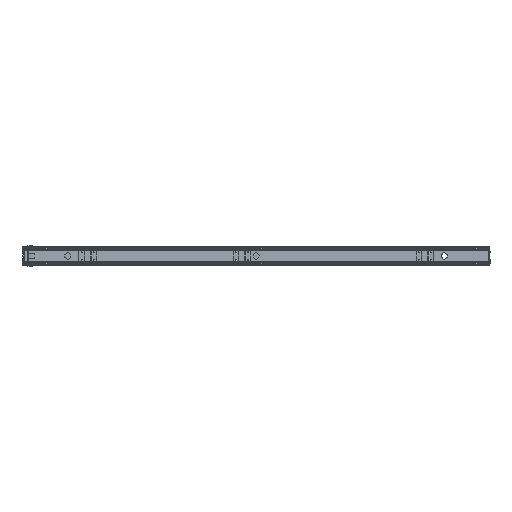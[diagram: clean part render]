
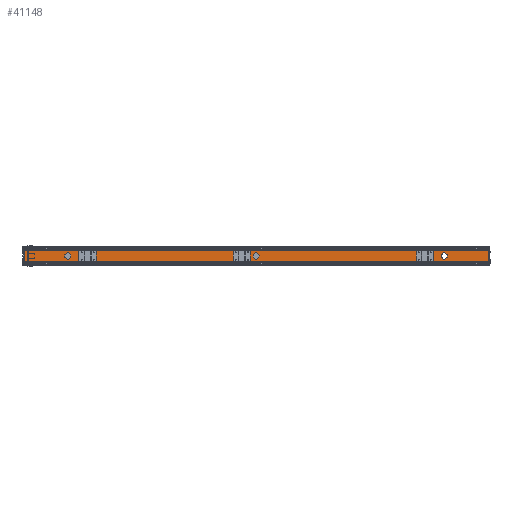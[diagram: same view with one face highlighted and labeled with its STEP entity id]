
A CAD part, left-side view. The second image highlights one B-rep face of the part: STEP entity #41148.
In plain terms, the highlighted face is planar.
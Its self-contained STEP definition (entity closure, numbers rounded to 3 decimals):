
#854=FACE_BOUND('',#5618,.T.);
#855=FACE_BOUND('',#5619,.T.);
#856=FACE_BOUND('',#5620,.T.);
#857=FACE_BOUND('',#5621,.T.);
#858=FACE_BOUND('',#5622,.T.);
#1457=PLANE('',#43992);
#3323=FACE_OUTER_BOUND('',#5617,.T.);
#5617=EDGE_LOOP('',(#31072,#31073,#31074,#31075));
#5618=EDGE_LOOP('',(#31076,#31077,#31078,#31079));
#5619=EDGE_LOOP('',(#31080,#31081,#31082,#31083));
#5620=EDGE_LOOP('',(#31084));
#5621=EDGE_LOOP('',(#31085));
#5622=EDGE_LOOP('',(#31086));
#8608=LINE('',#61260,#13563);
#8612=LINE('',#61268,#13567);
#8615=LINE('',#61274,#13570);
#8618=LINE('',#61279,#13573);
#8620=LINE('',#61285,#13575);
#8624=LINE('',#61293,#13579);
#8627=LINE('',#61299,#13582);
#8630=LINE('',#61304,#13585);
#8650=LINE('',#61365,#13605);
#8668=LINE('',#61409,#13623);
#8669=LINE('',#61411,#13624);
#8670=LINE('',#61413,#13625);
#13563=VECTOR('',#49111,10.);
#13567=VECTOR('',#49117,10.);
#13570=VECTOR('',#49122,10.);
#13573=VECTOR('',#49127,10.);
#13575=VECTOR('',#49133,10.);
#13579=VECTOR('',#49139,10.);
#13582=VECTOR('',#49144,10.);
#13585=VECTOR('',#49149,10.);
#13605=VECTOR('',#49215,10.);
#13623=VECTOR('',#49261,10.);
#13624=VECTOR('',#49264,10.);
#13625=VECTOR('',#49267,10.);
#17538=CIRCLE('',#43955,14.);
#17540=CIRCLE('',#43958,14.);
#17542=CIRCLE('',#43961,14.);
#19023=VERTEX_POINT('',#61258);
#19024=VERTEX_POINT('',#61259);
#19027=VERTEX_POINT('',#61267);
#19029=VERTEX_POINT('',#61273);
#19031=VERTEX_POINT('',#61283);
#19032=VERTEX_POINT('',#61284);
#19035=VERTEX_POINT('',#61292);
#19037=VERTEX_POINT('',#61298);
#19039=VERTEX_POINT('',#61308);
#19041=VERTEX_POINT('',#61314);
#19043=VERTEX_POINT('',#61320);
#19054=VERTEX_POINT('',#61350);
#19055=VERTEX_POINT('',#61354);
#19066=VERTEX_POINT('',#61394);
#19067=VERTEX_POINT('',#61398);
#23450=EDGE_CURVE('',#19023,#19024,#8608,.T.);
#23454=EDGE_CURVE('',#19027,#19023,#8612,.T.);
#23457=EDGE_CURVE('',#19029,#19027,#8615,.T.);
#23460=EDGE_CURVE('',#19024,#19029,#8618,.T.);
#23462=EDGE_CURVE('',#19031,#19032,#8620,.T.);
#23466=EDGE_CURVE('',#19035,#19031,#8624,.T.);
#23469=EDGE_CURVE('',#19037,#19035,#8627,.T.);
#23472=EDGE_CURVE('',#19032,#19037,#8630,.T.);
#23474=EDGE_CURVE('',#19039,#19039,#17538,.T.);
#23477=EDGE_CURVE('',#19041,#19041,#17540,.T.);
#23480=EDGE_CURVE('',#19043,#19043,#17542,.T.);
#23502=EDGE_CURVE('',#19055,#19054,#8650,.T.);
#23524=EDGE_CURVE('',#19066,#19067,#8668,.T.);
#23525=EDGE_CURVE('',#19055,#19067,#8669,.T.);
#23526=EDGE_CURVE('',#19054,#19066,#8670,.T.);
#31072=ORIENTED_EDGE('',*,*,#23502,.T.);
#31073=ORIENTED_EDGE('',*,*,#23526,.T.);
#31074=ORIENTED_EDGE('',*,*,#23524,.T.);
#31075=ORIENTED_EDGE('',*,*,#23525,.F.);
#31076=ORIENTED_EDGE('',*,*,#23450,.T.);
#31077=ORIENTED_EDGE('',*,*,#23460,.T.);
#31078=ORIENTED_EDGE('',*,*,#23457,.T.);
#31079=ORIENTED_EDGE('',*,*,#23454,.T.);
#31080=ORIENTED_EDGE('',*,*,#23462,.T.);
#31081=ORIENTED_EDGE('',*,*,#23472,.T.);
#31082=ORIENTED_EDGE('',*,*,#23469,.T.);
#31083=ORIENTED_EDGE('',*,*,#23466,.T.);
#31084=ORIENTED_EDGE('',*,*,#23474,.T.);
#31085=ORIENTED_EDGE('',*,*,#23477,.T.);
#31086=ORIENTED_EDGE('',*,*,#23480,.T.);
#41148=ADVANCED_FACE('',(#3323,#854,#855,#856,#857,#858),#1457,.T.);
#43955=AXIS2_PLACEMENT_3D('',#61309,#49155,#49156);
#43958=AXIS2_PLACEMENT_3D('',#61315,#49162,#49163);
#43961=AXIS2_PLACEMENT_3D('',#61321,#49169,#49170);
#43992=AXIS2_PLACEMENT_3D('',#61414,#49268,#49269);
#49111=DIRECTION('',(0.,0.,-1.));
#49117=DIRECTION('',(-1.,0.,0.));
#49122=DIRECTION('',(0.,0.,1.));
#49127=DIRECTION('',(1.,0.,0.));
#49133=DIRECTION('',(0.,0.,-1.));
#49139=DIRECTION('',(-1.,0.,0.));
#49144=DIRECTION('',(0.,0.,1.));
#49149=DIRECTION('',(1.,0.,0.));
#49155=DIRECTION('center_axis',(0.,-1.,0.));
#49156=DIRECTION('ref_axis',(-1.,0.,0.));
#49162=DIRECTION('center_axis',(0.,-1.,0.));
#49163=DIRECTION('ref_axis',(-1.,0.,0.));
#49169=DIRECTION('center_axis',(0.,-1.,0.));
#49170=DIRECTION('ref_axis',(-1.,0.,0.));
#49215=DIRECTION('',(-1.,0.,0.));
#49261=DIRECTION('',(1.,0.,0.));
#49264=DIRECTION('',(0.,0.,1.));
#49267=DIRECTION('',(0.,0.,1.));
#49268=DIRECTION('center_axis',(0.,1.,0.));
#49269=DIRECTION('ref_axis',(0.,0.,1.));
#61258=CARTESIAN_POINT('',(-1870.5,0.8,2.75));
#61259=CARTESIAN_POINT('',(-1870.5,0.8,-2.75));
#61260=CARTESIAN_POINT('',(-1870.5,0.8,8.375));
#61267=CARTESIAN_POINT('',(-1870.,0.8,2.75));
#61268=CARTESIAN_POINT('',(-1465.,0.8,2.75));
#61273=CARTESIAN_POINT('',(-1870.,0.8,-2.75));
#61274=CARTESIAN_POINT('',(-1870.,0.8,5.625));
#61279=CARTESIAN_POINT('',(-1465.25,0.8,-2.75));
#61283=CARTESIAN_POINT('',(-250.5,0.8,2.75));
#61284=CARTESIAN_POINT('',(-250.5,0.8,-2.75));
#61285=CARTESIAN_POINT('',(-250.5,0.8,8.375));
#61292=CARTESIAN_POINT('',(-250.,0.8,2.75));
#61293=CARTESIAN_POINT('',(-655.,0.8,2.75));
#61298=CARTESIAN_POINT('',(-250.,0.8,-2.75));
#61299=CARTESIAN_POINT('',(-250.,0.8,5.625));
#61304=CARTESIAN_POINT('',(-655.25,0.8,-2.75));
#61308=CARTESIAN_POINT('',(-1906.,0.8,0.));
#61309=CARTESIAN_POINT('Origin',(-1920.,0.8,0.));
#61314=CARTESIAN_POINT('',(-1046.,0.8,0.));
#61315=CARTESIAN_POINT('Origin',(-1060.,0.8,0.));
#61320=CARTESIAN_POINT('',(-186.,0.8,0.));
#61321=CARTESIAN_POINT('Origin',(-200.,0.8,0.));
#61350=CARTESIAN_POINT('',(-2120.,0.8,-26.4));
#61354=CARTESIAN_POINT('',(0.,0.8,-26.4));
#61365=CARTESIAN_POINT('',(-530.,0.8,-26.4));
#61394=CARTESIAN_POINT('',(-2120.,0.8,26.4));
#61398=CARTESIAN_POINT('',(0.,0.8,26.4));
#61409=CARTESIAN_POINT('',(-530.,0.8,26.4));
#61411=CARTESIAN_POINT('',(0.,0.8,28.));
#61413=CARTESIAN_POINT('',(-2120.,0.8,0.));
#61414=CARTESIAN_POINT('Origin',(-1060.,0.8,14.));
